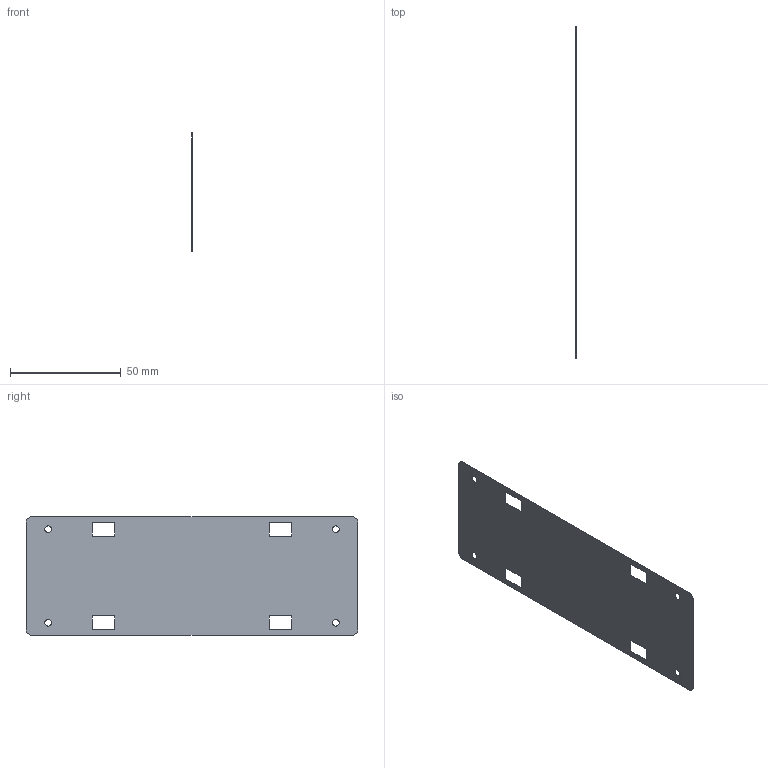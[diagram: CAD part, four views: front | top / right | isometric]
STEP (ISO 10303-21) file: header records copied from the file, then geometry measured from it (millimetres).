
FILE_DESCRIPTION (( 'STEP AP214' ), '1' );
FILE_NAME ('1132-A2P-A.STEP', '2013-05-15T14:54:01', ( '3DAssist' ), ( '' ), 'SwSTEP 2.0', 'SolidWorks 2013', '' );
FILE_SCHEMA (( 'AUTOMOTIVE_DESIGN' ));
Length unit declared in the file: millimetre
Products named in the file (1): 1132-A2P-A
Bounding box: 0.1 x 150 x 53.76 mm (x, y, z)
Volume: 778.3 mm3; surface area: 15622 mm2
Topology: 1 solids, 1 shells, 30 faces, 84 edges, 56 vertices
Faces by surface type: plane 22, cylinder 8
Full cylindrical faces by diameter (mm): 3.1 x4
Entity records: 1010 total; most frequent: CARTESIAN_POINT 167, ORIENTED_EDGE 160, DIRECTION 158, EDGE_CURVE 80, VECTOR 64, LINE 64, VERTEX_POINT 56, EDGE_LOOP 50
